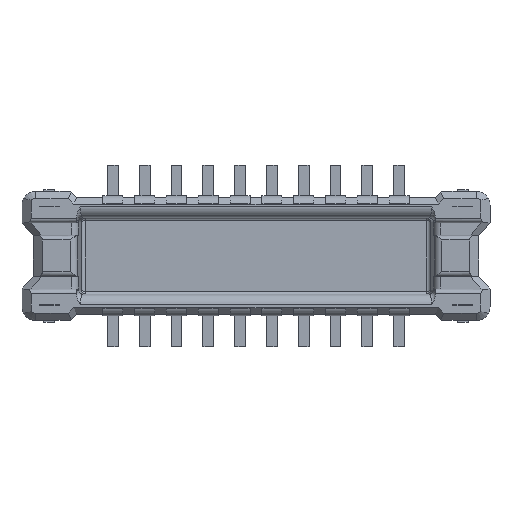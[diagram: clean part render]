
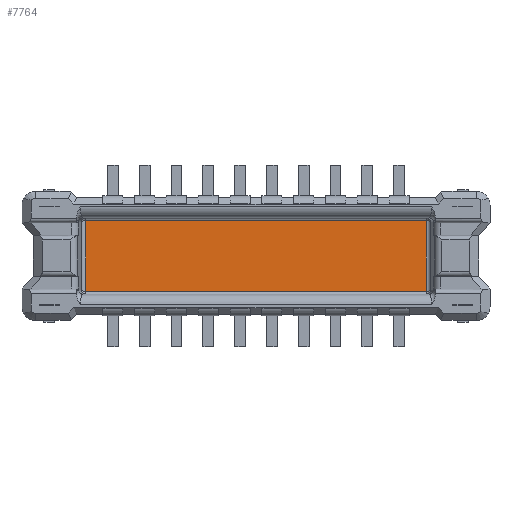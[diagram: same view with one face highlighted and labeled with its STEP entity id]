
A CAD part, top view. The second image highlights one B-rep face of the part: STEP entity #7764.
In plain terms, the highlighted planar face has unit normal (0, 0, 1).
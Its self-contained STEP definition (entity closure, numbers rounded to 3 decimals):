
#338=FACE_OUTER_BOUND($,#818,.T.);
#818=EDGE_LOOP($,(#5144,#5145,#5146,#5147));
#1333=LINE($,#11260,#2295);
#1334=LINE($,#11262,#2296);
#1335=LINE($,#11264,#2297);
#1336=LINE($,#11265,#2298);
#2295=VECTOR($,#9014,3.75);
#2296=VECTOR($,#9015,0.78);
#2297=VECTOR($,#9016,3.75);
#2298=VECTOR($,#9017,0.78);
#3252=VERTEX_POINT($,#11258);
#3253=VERTEX_POINT($,#11259);
#3254=VERTEX_POINT($,#11261);
#3255=VERTEX_POINT($,#11263);
#4005=EDGE_CURVE($,#3252,#3253,#1333,.T.);
#4006=EDGE_CURVE($,#3253,#3254,#1334,.T.);
#4007=EDGE_CURVE($,#3255,#3254,#1335,.T.);
#4008=EDGE_CURVE($,#3252,#3255,#1336,.T.);
#5144=ORIENTED_EDGE($,*,*,#4005,.T.);
#5145=ORIENTED_EDGE($,*,*,#4006,.T.);
#5146=ORIENTED_EDGE($,*,*,#4007,.F.);
#5147=ORIENTED_EDGE($,*,*,#4008,.F.);
#7376=PLANE($,#8335);
#7764=ADVANCED_FACE($,(#338),#7376,.F.);
#8335=AXIS2_PLACEMENT_3D($,#11257,#9012,#9013);
#9012=DIRECTION('center_axis',(0.,0.,
-1.));
#9013=DIRECTION('ref_axis',(0.,1.,0.));
#9014=DIRECTION($,(1.,0.,0.));
#9015=DIRECTION($,(0.,1.,0.));
#9016=DIRECTION($,(1.,0.,0.));
#9017=DIRECTION($,(0.,1.,0.));
#11257=CARTESIAN_POINT('Origin',(1.685,0.,0.14));
#11258=CARTESIAN_POINT('',(-1.875,-0.39,0.14));
#11259=CARTESIAN_POINT('',(1.875,-0.39,0.14));
#11260=CARTESIAN_POINT($,(1.75,-0.39,0.14));
#11261=CARTESIAN_POINT('',(1.875,0.39,0.14));
#11262=CARTESIAN_POINT($,(1.875,0.,0.14));
#11263=CARTESIAN_POINT('',(-1.875,0.39,0.14));
#11264=CARTESIAN_POINT($,(1.75,0.39,0.14));
#11265=CARTESIAN_POINT($,(-1.875,0.,0.14));
